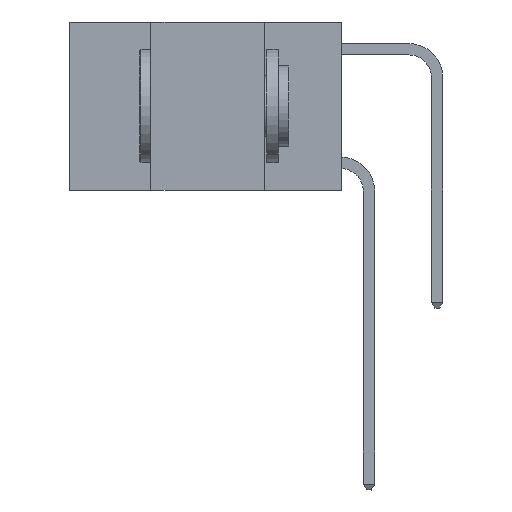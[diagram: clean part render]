
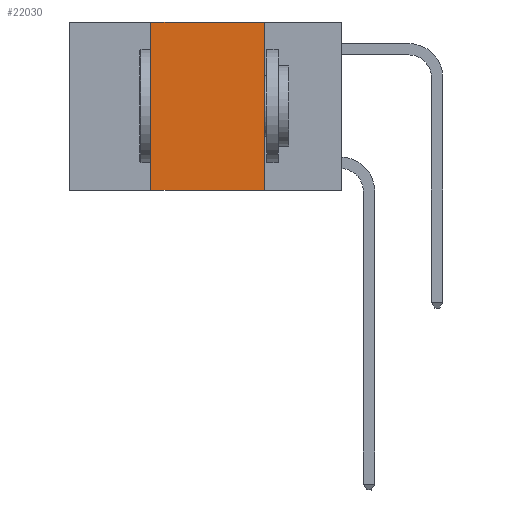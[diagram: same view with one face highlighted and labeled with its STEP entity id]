
A CAD part, left-side view. The second image highlights one B-rep face of the part: STEP entity #22030.
In plain terms, the highlighted planar face has unit normal (-1, 0, 0).
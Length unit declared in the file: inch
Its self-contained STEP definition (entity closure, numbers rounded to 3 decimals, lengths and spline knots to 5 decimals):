
#182 = CARTESIAN_POINT ( 'NONE',  ( 0., 0.42, -0.37 ) ) ;
#850 = PLANE ( 'NONE',  #14533 ) ;
#939 = DIRECTION ( 'NONE',  ( 0., -1., 0. ) ) ;
#2614 = LINE ( 'NONE', #14301, #7259 ) ;
#4522 = EDGE_CURVE ( 'NONE', #15429, #11001, #12860, .T. ) ;
#4813 = DIRECTION ( 'NONE',  ( 0., 0., 1. ) ) ;
#5321 = ORIENTED_EDGE ( 'NONE', *, *, #9123, .F. ) ;
#5351 = EDGE_CURVE ( 'NONE', #25299, #28423, #27056, .T. ) ;
#7259 = VECTOR ( 'NONE', #7322, 39.37008 ) ;
#7322 = DIRECTION ( 'NONE',  ( 0., 0., -1. ) ) ;
#7555 = DIRECTION ( 'NONE',  ( 0., 0., -1. ) ) ;
#7858 = VECTOR ( 'NONE', #15844, 39.37008 ) ;
#8644 = CARTESIAN_POINT ( 'NONE',  ( 0., 0.17, 0. ) ) ;
#9123 = EDGE_CURVE ( 'NONE', #25299, #15429, #24741, .T. ) ;
#9964 = ORIENTED_EDGE ( 'NONE', *, *, #5351, .T. ) ;
#9979 = CARTESIAN_POINT ( 'NONE',  ( 0., 0.17, -0.37 ) ) ;
#10123 = EDGE_LOOP ( 'NONE', ( #11271, #27840, #5321, #9964 ) ) ;
#11001 = VERTEX_POINT ( 'NONE', #8644 ) ;
#11271 = ORIENTED_EDGE ( 'NONE', *, *, #26015, .F. ) ;
#12860 = LINE ( 'NONE', #27139, #7858 ) ;
#14301 = CARTESIAN_POINT ( 'NONE',  ( 0., 0.17, 0. ) ) ;
#14322 = CARTESIAN_POINT ( 'NONE',  ( 0., 0.6, 0. ) ) ;
#14533 = AXIS2_PLACEMENT_3D ( 'NONE', #14322, #27985, #7555 ) ;
#14613 = CARTESIAN_POINT ( 'NONE',  ( 0., 0.6, -0.37 ) ) ;
#15429 = VERTEX_POINT ( 'NONE', #28622 ) ;
#15844 = DIRECTION ( 'NONE',  ( 0., -1., 0. ) ) ;
#18291 = VECTOR ( 'NONE', #4813, 39.37008 ) ;
#18474 = VECTOR ( 'NONE', #939, 39.37008 ) ;
#22030 = ADVANCED_FACE ( 'NONE', ( #25810 ), #850, .F. ) ;
#23382 = CARTESIAN_POINT ( 'NONE',  ( 0., 0.42, 0. ) ) ;
#24741 = LINE ( 'NONE', #23382, #18291 ) ;
#25299 = VERTEX_POINT ( 'NONE', #182 ) ;
#25810 = FACE_OUTER_BOUND ( 'NONE', #10123, .T. ) ;
#26015 = EDGE_CURVE ( 'NONE', #11001, #28423, #2614, .T. ) ;
#27056 = LINE ( 'NONE', #14613, #18474 ) ;
#27139 = CARTESIAN_POINT ( 'NONE',  ( 0., 0.6, 0. ) ) ;
#27840 = ORIENTED_EDGE ( 'NONE', *, *, #4522, .F. ) ;
#27985 = DIRECTION ( 'NONE',  ( 1., 0., 0. ) ) ;
#28423 = VERTEX_POINT ( 'NONE', #9979 ) ;
#28622 = CARTESIAN_POINT ( 'NONE',  ( 0., 0.42, 0. ) ) ;
